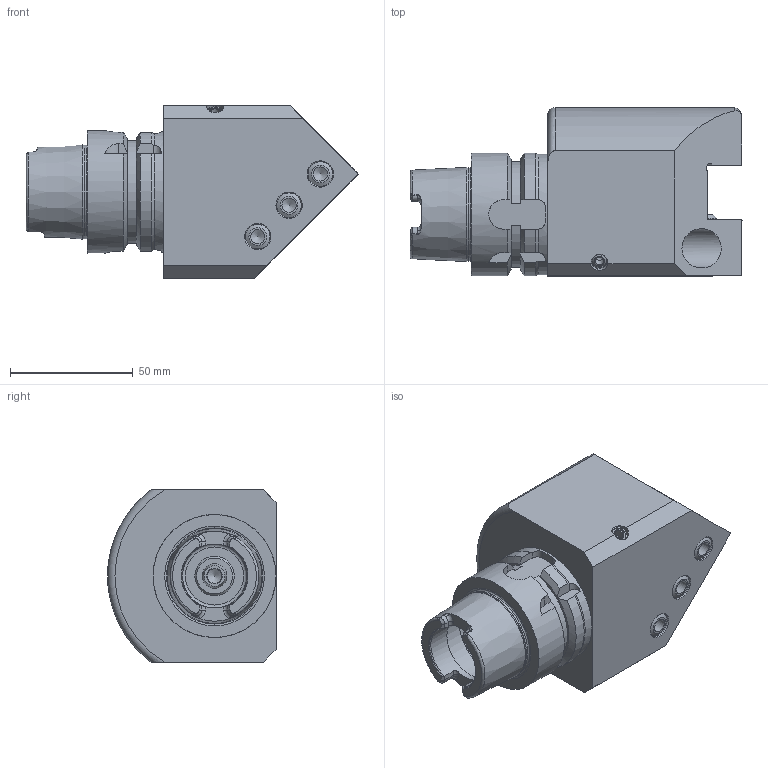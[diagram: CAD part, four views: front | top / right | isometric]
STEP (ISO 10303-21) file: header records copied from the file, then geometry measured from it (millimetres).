
FILE_DESCRIPTION((''),'2;1');
FILE_NAME('590004241110-3D.stp','2021-09-07T11:21:03',('nttooll'),(''),'Autodesk Inventor 2012','Autodesk Inventor 2012','');
FILE_SCHEMA(('AUTOMOTIVE_DESIGN { 1 0 10303 214 1 1 1 1 }'));
Length unit declared in the file: millimetre
Products named in the file (1): 590004241110-3D
Bounding box: 135 x 68.34 x 70 mm (x, y, z)
Volume: 295179.4 mm3; surface area: 42431.1 mm2
Topology: 1 solids, 1 shells, 197 faces, 489 edges, 311 vertices
Faces by surface type: plane 76, cylinder 59, cone 44, torus 16, sphere 2
Full cylindrical faces by diameter (mm): 2 x1, 3.464 x1, 4 x1, 4.3 x1, 5.2 x1, 5.774 x3, 6 x3, 6.4 x1, 7 x1, 9.5 x1, 10 x7, 10.5 x1, 16 x2, 26 x1, 26.6 x1, 32 x1, 37.9 x1, 49 x1, 50 x1
Entity records: 5743 total; most frequent: CARTESIAN_POINT 1407, DIRECTION 919, ORIENTED_EDGE 816, EDGE_CURVE 408, AXIS2_PLACEMENT_3D 381, VERTEX_POINT 291, EDGE_LOOP 277, FACE_OUTER_BOUND 197
